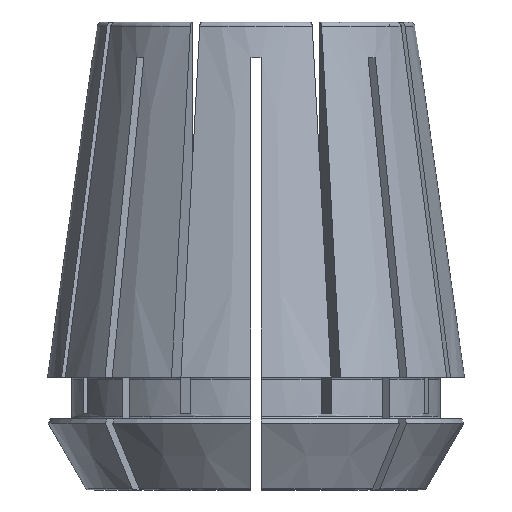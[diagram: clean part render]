
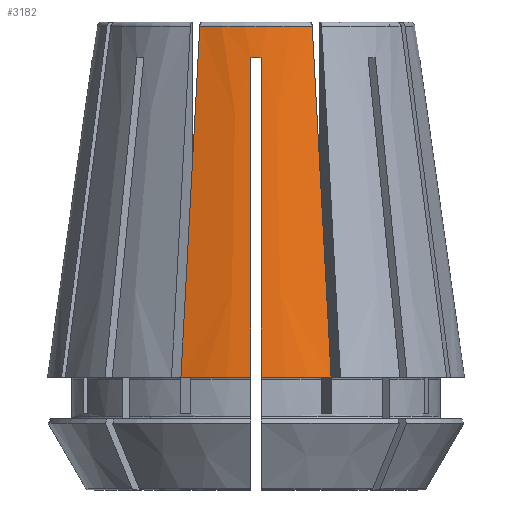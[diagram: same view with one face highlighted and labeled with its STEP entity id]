
A CAD part, left-side view. The second image highlights one B-rep face of the part: STEP entity #3182.
In plain terms, the highlighted conical face has half-angle 8 degrees and reference radius 20.5 mm.
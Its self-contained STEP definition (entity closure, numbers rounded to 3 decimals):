
#44=CONICAL_SURFACE('',#3517,20.5,0.14);
#543=CIRCLE('',#3342,16.087);
#627=CIRCLE('',#3489,20.5);
#636=CIRCLE('',#3514,20.5);
#637=CIRCLE('',#3516,15.656);
#1349=ORIENTED_EDGE('',*,*,#2109,.T.);
#1350=ORIENTED_EDGE('',*,*,#2113,.F.);
#1351=ORIENTED_EDGE('',*,*,#1833,.F.);
#1352=ORIENTED_EDGE('',*,*,#1823,.T.);
#1353=ORIENTED_EDGE('',*,*,#2082,.T.);
#1354=ORIENTED_EDGE('',*,*,#1892,.F.);
#1355=ORIENTED_EDGE('',*,*,#2112,.F.);
#1356=ORIENTED_EDGE('',*,*,#2114,.T.);
#1823=EDGE_CURVE('',#2300,#2301,#2562,.T.);
#1833=EDGE_CURVE('',#2300,#2309,#543,.T.);
#1892=EDGE_CURVE('',#2359,#2360,#2578,.T.);
#2082=EDGE_CURVE('',#2301,#2360,#627,.T.);
#2109=EDGE_CURVE('',#2483,#2482,#636,.T.);
#2112=EDGE_CURVE('',#2484,#2359,#637,.T.);
#2113=EDGE_CURVE('',#2309,#2482,#2632,.T.);
#2114=EDGE_CURVE('',#2484,#2483,#2633,.T.);
#2300=VERTEX_POINT('',#4966);
#2301=VERTEX_POINT('',#4967);
#2309=VERTEX_POINT('',#4995);
#2359=VERTEX_POINT('',#5156);
#2360=VERTEX_POINT('',#5164);
#2482=VERTEX_POINT('',#5744);
#2483=VERTEX_POINT('',#5746);
#2484=VERTEX_POINT('',#5753);
#2562=B_SPLINE_CURVE_WITH_KNOTS('',3,(#4959,#4960,#4961,#4962,#4963,#4964,
#4965),.UNSPECIFIED.,.F.,.F.,(4,3,4),(0.025,0.029,
0.057),.UNSPECIFIED.);
#2578=B_SPLINE_CURVE_WITH_KNOTS('',3,(#5157,#5158,#5159,#5160,#5161,#5162,
#5163),.UNSPECIFIED.,.F.,.F.,(4,3,4),(0.,0.027,
0.035),.UNSPECIFIED.);
#2632=B_SPLINE_CURVE_WITH_KNOTS('',3,(#5756,#5757,#5758,#5759,#5760,#5761,
#5762),.UNSPECIFIED.,.F.,.F.,(4,3,4),(0.025,0.029,
0.057),.UNSPECIFIED.);
#2633=B_SPLINE_CURVE_WITH_KNOTS('',3,(#5763,#5764,#5765,#5766,#5767,#5768,
#5769),.UNSPECIFIED.,.F.,.F.,(4,3,4),(0.,0.027,
0.035),.UNSPECIFIED.);
#2787=EDGE_LOOP('',(#1349,#1350,#1351,#1352,#1353,#1354,#1355,#1356));
#2957=FACE_BOUND('',#2787,.T.);
#3182=ADVANCED_FACE('',(#2957),#44,.T.);
#3342=AXIS2_PLACEMENT_3D('',#4994,#3833,#3834);
#3489=AXIS2_PLACEMENT_3D('',#5654,#4237,#4238);
#3514=AXIS2_PLACEMENT_3D('',#5745,#4295,#4296);
#3516=AXIS2_PLACEMENT_3D('',#5754,#4300,#4301);
#3517=AXIS2_PLACEMENT_3D('',#5755,#4302,#4303);
#3833=DIRECTION('',(0.,0.,-1.));
#3834=DIRECTION('',(-1.,0.,0.));
#4237=DIRECTION('',(0.,0.,1.));
#4238=DIRECTION('',(1.,0.,0.));
#4295=DIRECTION('',(0.,0.,1.));
#4296=DIRECTION('',(1.,0.,0.));
#4300=DIRECTION('',(0.,0.,1.));
#4301=DIRECTION('',(1.,0.,0.));
#4302=DIRECTION('',(0.,0.,-1.));
#4303=DIRECTION('',(-1.,0.,0.));
#4959=CARTESIAN_POINT('',(-16.079,-0.5,42.7));
#4960=CARTESIAN_POINT('',(-16.269,-0.5,41.348));
#4961=CARTESIAN_POINT('',(-16.459,-0.5,39.997));
#4962=CARTESIAN_POINT('',(-16.649,-0.5,38.645));
#4963=CARTESIAN_POINT('',(-17.931,-0.5,29.53));
#4964=CARTESIAN_POINT('',(-19.212,-0.5,20.415));
#4965=CARTESIAN_POINT('',(-20.494,-0.5,11.3));
#4966=CARTESIAN_POINT('',(-16.079,-0.5,42.7));
#4967=CARTESIAN_POINT('',(-20.494,-0.5,11.3));
#4994=CARTESIAN_POINT('',(0.,0.,42.7));
#4995=CARTESIAN_POINT('',(-16.079,0.5,42.7));
#5156=CARTESIAN_POINT('',(-14.648,-5.526,45.77));
#5157=CARTESIAN_POINT('',(-14.648,-5.526,45.77));
#5158=CARTESIAN_POINT('',(-15.826,-6.014,36.697));
#5159=CARTESIAN_POINT('',(-17.005,-6.502,27.624));
#5160=CARTESIAN_POINT('',(-18.183,-6.991,18.552));
#5161=CARTESIAN_POINT('',(-18.497,-7.121,16.134));
#5162=CARTESIAN_POINT('',(-18.811,-7.251,13.717));
#5163=CARTESIAN_POINT('',(-19.125,-7.381,11.3));
#5164=CARTESIAN_POINT('',(-19.125,-7.381,11.3));
#5654=CARTESIAN_POINT('',(0.,0.,11.3));
#5744=CARTESIAN_POINT('',(-20.494,0.5,11.3));
#5745=CARTESIAN_POINT('',(0.,0.,11.3));
#5746=CARTESIAN_POINT('',(-19.125,7.381,11.3));
#5753=CARTESIAN_POINT('',(-14.648,5.526,45.77));
#5754=CARTESIAN_POINT('',(0.,0.,45.77));
#5755=CARTESIAN_POINT('',(0.,0.,11.3));
#5756=CARTESIAN_POINT('',(-16.079,0.5,42.7));
#5757=CARTESIAN_POINT('',(-16.269,0.5,41.348));
#5758=CARTESIAN_POINT('',(-16.459,0.5,39.997));
#5759=CARTESIAN_POINT('',(-16.649,0.5,38.645));
#5760=CARTESIAN_POINT('',(-17.931,0.5,29.53));
#5761=CARTESIAN_POINT('',(-19.212,0.5,20.415));
#5762=CARTESIAN_POINT('',(-20.494,0.5,11.3));
#5763=CARTESIAN_POINT('',(-14.648,5.526,45.77));
#5764=CARTESIAN_POINT('',(-15.826,6.014,36.697));
#5765=CARTESIAN_POINT('',(-17.005,6.502,27.624));
#5766=CARTESIAN_POINT('',(-18.183,6.991,18.552));
#5767=CARTESIAN_POINT('',(-18.497,7.121,16.134));
#5768=CARTESIAN_POINT('',(-18.811,7.251,13.717));
#5769=CARTESIAN_POINT('',(-19.125,7.381,11.3));
